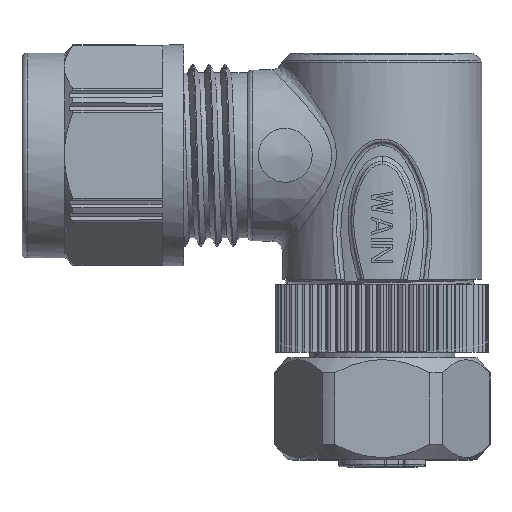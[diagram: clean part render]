
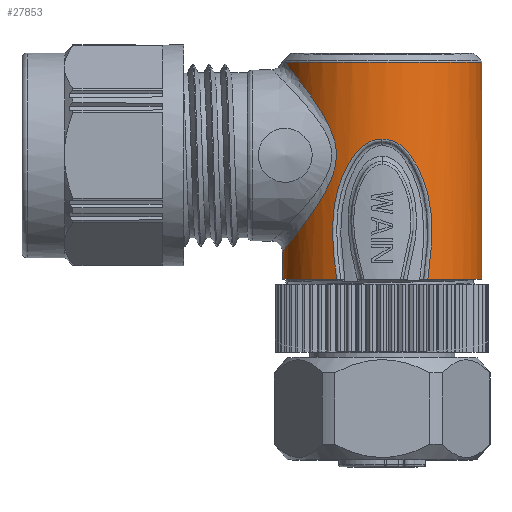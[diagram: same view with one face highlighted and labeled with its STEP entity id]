
A CAD part, top view. The second image highlights one B-rep face of the part: STEP entity #27853.
In plain terms, the highlighted cylindrical face has radius 9.25 mm (diameter 18.5 mm), a partial arc.
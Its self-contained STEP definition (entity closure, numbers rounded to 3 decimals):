
#9056=CARTESIAN_POINT('',(0.,6.9,0.));
#9057=DIRECTION('',(0.,1.,0.));
#9058=DIRECTION('',(0.458,0.,0.889));
#9059=AXIS2_PLACEMENT_3D('',#9056,#9057,#9058);
#9110=CARTESIAN_POINT('',(0.,6.9,0.));
#9111=DIRECTION('',(0.,1.,0.));
#9112=DIRECTION('',(-1.,0.,0.));
#9113=AXIS2_PLACEMENT_3D('',#9110,#9111,#9112);
#9801=CARTESIAN_POINT('',(0.,27.017,0.));
#9802=DIRECTION('',(0.,-1.,0.));
#9803=DIRECTION('',(1.,0.,0.));
#9804=AXIS2_PLACEMENT_3D('',#9801,#9802,#9803);
#9806=CARTESIAN_POINT('',(4.233,6.9,8.225));
#9807=CARTESIAN_POINT('',(4.345,7.658,8.167));
#9808=CARTESIAN_POINT('',(4.525,9.095,8.069));
#9809=CARTESIAN_POINT('',(4.635,11.016,8.005));
#9810=CARTESIAN_POINT('',(4.586,12.707,8.033));
#9811=CARTESIAN_POINT('',(4.394,14.17,8.141));
#9812=CARTESIAN_POINT('',(4.086,15.411,8.302));
#9813=CARTESIAN_POINT('',(3.703,16.455,8.48));
#9814=CARTESIAN_POINT('',(3.284,17.339,8.651));
#9815=CARTESIAN_POINT('',(2.847,18.09,8.805));
#9816=CARTESIAN_POINT('',(2.386,18.705,8.941));
#9817=CARTESIAN_POINT('',(1.91,19.183,9.055));
#9818=CARTESIAN_POINT('',(1.431,19.524,9.143));
#9819=CARTESIAN_POINT('',(0.963,19.743,9.203));
#9820=CARTESIAN_POINT('',(0.51,19.864,9.24));
#9821=CARTESIAN_POINT('',(0.159,19.893,9.25));
#9822=CARTESIAN_POINT('',(-0.024,19.892,
9.25));
#9824=CARTESIAN_POINT('',(-0.024,19.892,
9.25));
#9825=CARTESIAN_POINT('',(-0.203,19.89,
9.25));
#9826=CARTESIAN_POINT('',(-0.547,19.857,
9.238));
#9827=CARTESIAN_POINT('',(-0.995,19.731,
9.2));
#9828=CARTESIAN_POINT('',(-1.46,19.507,9.138));
#9829=CARTESIAN_POINT('',(-1.935,19.159,9.05));
#9830=CARTESIAN_POINT('',(-2.408,18.677,8.935));
#9831=CARTESIAN_POINT('',(-2.865,18.06,8.799));
#9832=CARTESIAN_POINT('',(-3.3,17.307,8.645));
#9833=CARTESIAN_POINT('',(-3.717,16.425,8.474));
#9834=CARTESIAN_POINT('',(-4.098,15.383,8.296));
#9835=CARTESIAN_POINT('',(-4.401,14.141,8.138));
#9836=CARTESIAN_POINT('',(-4.584,12.68,8.034));
#9837=CARTESIAN_POINT('',(-4.63,10.997,8.008));
#9838=CARTESIAN_POINT('',(-4.526,9.09,8.068));
#9839=CARTESIAN_POINT('',(-4.347,7.656,8.166));
#9840=CARTESIAN_POINT('',(-4.228,6.9,8.227));
#9842=DIRECTION('',(0.,1.,0.));
#9843=VECTOR('',#9842,2.541);
#9844=CARTESIAN_POINT('',(-9.25,6.9,0.));
#9845=LINE('',#9844,#9843);
#9846=CARTESIAN_POINT('',(-9.25,9.441,
0.));
#9847=CARTESIAN_POINT('',(-9.25,9.441,
0.286));
#9848=CARTESIAN_POINT('',(-9.223,9.474,
0.865));
#9849=CARTESIAN_POINT('',(-9.099,9.628,1.744));
#9850=CARTESIAN_POINT('',(-8.885,9.895,2.629));
#9851=CARTESIAN_POINT('',(-8.572,10.288,3.52));
#9852=CARTESIAN_POINT('',(-8.15,10.826,4.414));
#9853=CARTESIAN_POINT('',(-7.61,11.527,5.293));
#9854=CARTESIAN_POINT('',(-6.948,12.417,6.139));
#9855=CARTESIAN_POINT('',(-6.208,13.472,6.879));
#9856=CARTESIAN_POINT('',(-5.58,14.459,7.388));
#9857=CARTESIAN_POINT('',(-5.061,15.393,7.749));
#9858=CARTESIAN_POINT('',(-4.665,16.273,7.99));
#9859=CARTESIAN_POINT('',(-4.4,17.092,8.137));
#9860=CARTESIAN_POINT('',(-4.264,17.841,8.209));
#9861=CARTESIAN_POINT('',(-4.235,18.545,8.224));
#9862=CARTESIAN_POINT('',(-4.306,19.262,8.187));
#9863=CARTESIAN_POINT('',(-4.495,20.045,8.086));
#9864=CARTESIAN_POINT('',(-4.818,20.895,7.901));
#9865=CARTESIAN_POINT('',(-5.27,21.801,7.61));
#9866=CARTESIAN_POINT('',(-5.837,22.758,7.191));
#9867=CARTESIAN_POINT('',(-6.525,23.791,6.583));
#9868=CARTESIAN_POINT('',(-7.259,24.806,5.768));
#9869=CARTESIAN_POINT('',(-7.862,25.602,4.909));
#9870=CARTESIAN_POINT('',(-8.351,26.231,4.019));
#9871=CARTESIAN_POINT('',(-8.722,26.701,3.127));
#9872=CARTESIAN_POINT('',(-8.902,26.926,2.533));
#9873=CARTESIAN_POINT('',(-8.975,27.017,2.239));
#10090=CARTESIAN_POINT('',(-9.25,9.441,
0.));
#10128=DIRECTION('',(0.,1.,0.));
#10129=VECTOR('',#10128,20.117);
#10130=CARTESIAN_POINT('',(9.25,6.9,0.));
#10131=LINE('',#10130,#10129);
#15090=CARTESIAN_POINT('',(-0.024,19.892,
9.25));
#15091=VERTEX_POINT('',#15090);
#15238=VERTEX_POINT('',#9840);
#15241=VERTEX_POINT('',#9806);
#15242=CARTESIAN_POINT('',(9.25,6.9,0.));
#15243=VERTEX_POINT('',#15242);
#15244=CARTESIAN_POINT('',(-9.25,6.9,0.));
#15245=VERTEX_POINT('',#15244);
#15301=VERTEX_POINT('',#10090);
#15317=CARTESIAN_POINT('',(9.25,27.017,0.));
#15318=CARTESIAN_POINT('',(-8.975,27.017,
2.239));
#15319=VERTEX_POINT('',#15317);
#15320=VERTEX_POINT('',#15318);
#27832=CARTESIAN_POINT('',(0.,0.7,0.));
#27833=DIRECTION('',(0.,1.,0.));
#27834=DIRECTION('',(1.,0.,0.));
#27835=AXIS2_PLACEMENT_3D('',#27832,#27833,#27834);
#27836=CYLINDRICAL_SURFACE('',#27835,9.25);
#27838=ORIENTED_EDGE('',*,*,#27837,.F.);
#27840=ORIENTED_EDGE('',*,*,#27839,.F.);
#27841=ORIENTED_EDGE('',*,*,#26686,.F.);
#27843=ORIENTED_EDGE('',*,*,#27842,.T.);
#27845=ORIENTED_EDGE('',*,*,#27844,.T.);
#27846=ORIENTED_EDGE('',*,*,#26714,.F.);
#27848=ORIENTED_EDGE('',*,*,#27847,.T.);
#27850=ORIENTED_EDGE('',*,*,#27849,.T.);
#27851=EDGE_LOOP('',(#27838,#27840,#27841,#27843,#27845,#27846,#27848,#27850));
#27852=FACE_OUTER_BOUND('',#27851,.F.);
#27853=ADVANCED_FACE('',(#27852),#27836,.T.);
#9060=CIRCLE('',#9059,9.25);
#9114=CIRCLE('',#9113,9.25);
#9805=CIRCLE('',#9804,9.25);
#9823=B_SPLINE_CURVE_WITH_KNOTS('',3,(#9806,#9807,#9808,#9809,#9810,#9811,#9812,
#9813,#9814,#9815,#9816,#9817,#9818,#9819,#9820,#9821,#9822),.UNSPECIFIED.,.F.,
.F.,(4,1,1,1,1,1,1,1,1,1,1,1,1,1,4),(0.,0.071,0.143,
0.214,0.286,0.357,0.429,0.5,
0.571,0.643,0.714,0.786,
0.857,0.929,1.),.UNSPECIFIED.);
#9841=B_SPLINE_CURVE_WITH_KNOTS('',3,(#9824,#9825,#9826,#9827,#9828,#9829,#9830,
#9831,#9832,#9833,#9834,#9835,#9836,#9837,#9838,#9839,#9840),.UNSPECIFIED.,.F.,
.F.,(4,1,1,1,1,1,1,1,1,1,1,1,1,1,4),(0.,0.071,0.143,
0.214,0.286,0.357,0.429,0.5,
0.571,0.643,0.714,0.786,
0.857,0.929,1.),.UNSPECIFIED.);
#9874=B_SPLINE_CURVE_WITH_KNOTS('',3,(#9846,#9847,#9848,#9849,#9850,#9851,#9852,
#9853,#9854,#9855,#9856,#9857,#9858,#9859,#9860,#9861,#9862,#9863,#9864,#9865,
#9866,#9867,#9868,#9869,#9870,#9871,#9872,#9873),.UNSPECIFIED.,.F.,.F.,(4,1,1,1,
1,1,1,1,1,1,1,1,1,1,1,1,1,1,1,1,1,1,1,1,1,4),(0.,0.04,0.08,0.12,0.16,
0.2,0.24,0.28,0.32,0.36,0.4,0.44,0.48,0.52,0.56,0.6,
0.64,0.68,0.72,0.76,0.8,0.84,0.88,0.92,0.96,1.),
.UNSPECIFIED.);
#26686=EDGE_CURVE('',#15241,#15243,#9060,.T.);
#26714=EDGE_CURVE('',#15245,#15238,#9114,.T.);
#27837=EDGE_CURVE('',#15319,#15320,#9805,.T.);
#27839=EDGE_CURVE('',#15243,#15319,#10131,.T.);
#27842=EDGE_CURVE('',#15241,#15091,#9823,.T.);
#27844=EDGE_CURVE('',#15091,#15238,#9841,.T.);
#27847=EDGE_CURVE('',#15245,#15301,#9845,.T.);
#27849=EDGE_CURVE('',#15301,#15320,#9874,.T.);
